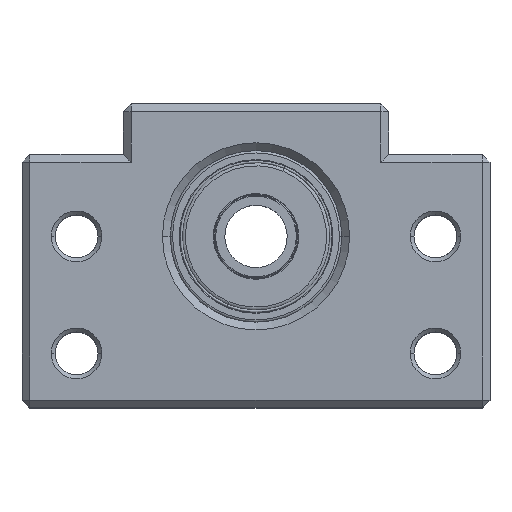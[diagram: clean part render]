
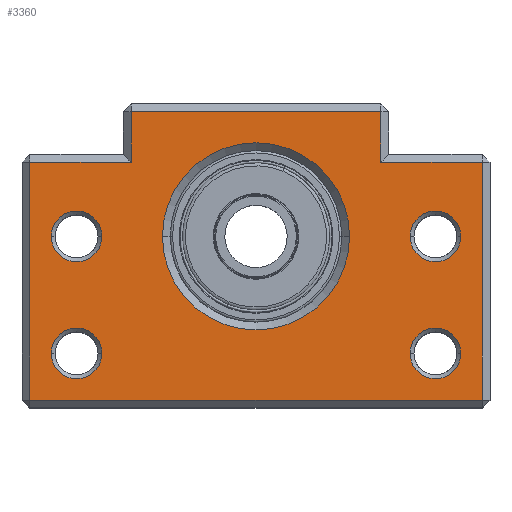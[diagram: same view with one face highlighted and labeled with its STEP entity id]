
A CAD part, top view. The second image highlights one B-rep face of the part: STEP entity #3360.
In plain terms, the highlighted planar face has unit normal (0, 0, 1).
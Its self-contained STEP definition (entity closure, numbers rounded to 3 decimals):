
#439=PLANE('',#6273);
#641=VECTOR('',#3796,1.);
#642=VECTOR('',#3797,1.);
#643=VECTOR('',#3798,1.);
#644=VECTOR('',#3799,1.);
#645=VECTOR('',#3800,1.);
#646=VECTOR('',#3801,1.);
#647=VECTOR('',#3802,1.);
#648=VECTOR('',#3803,1.);
#817=LINE('',#5407,#641);
#818=LINE('',#5410,#642);
#819=LINE('',#5412,#643);
#820=LINE('',#5414,#644);
#821=LINE('',#5416,#645);
#822=LINE('',#5418,#646);
#823=LINE('',#5420,#647);
#824=LINE('',#5422,#648);
#937=VERTEX_POINT('',#4673);
#938=VERTEX_POINT('',#4675);
#941=VERTEX_POINT('',#4682);
#942=VERTEX_POINT('',#4684);
#945=VERTEX_POINT('',#4691);
#946=VERTEX_POINT('',#4693);
#949=VERTEX_POINT('',#4700);
#950=VERTEX_POINT('',#4702);
#981=VERTEX_POINT('',#4772);
#982=VERTEX_POINT('',#4774);
#1027=VERTEX_POINT('',#5408);
#1028=VERTEX_POINT('',#5409);
#1029=VERTEX_POINT('',#5411);
#1030=VERTEX_POINT('',#5413);
#1031=VERTEX_POINT('',#5415);
#1032=VERTEX_POINT('',#5417);
#1033=VERTEX_POINT('',#5419);
#1034=VERTEX_POINT('',#5421);
#1204=CIRCLE('',#6212,3.25);
#1206=CIRCLE('',#6215,3.25);
#1208=CIRCLE('',#6218,3.25);
#1210=CIRCLE('',#6221,3.25);
#1226=CIRCLE('',#6245,12.);
#1237=CIRCLE('',#6274,3.25);
#1238=CIRCLE('',#6275,3.25);
#1239=CIRCLE('',#6276,3.25);
#1240=CIRCLE('',#6277,3.25);
#1241=CIRCLE('',#6278,12.);
#1459=EDGE_CURVE('',#938,#937,#1204,.T.);
#1463=EDGE_CURVE('',#942,#941,#1206,.T.);
#1467=EDGE_CURVE('',#946,#945,#1208,.T.);
#1471=EDGE_CURVE('',#950,#949,#1210,.T.);
#1503=EDGE_CURVE('',#982,#981,#1226,.T.);
#1577=EDGE_CURVE('',#949,#950,#1237,.T.);
#1578=EDGE_CURVE('',#945,#946,#1238,.T.);
#1579=EDGE_CURVE('',#941,#942,#1239,.T.);
#1580=EDGE_CURVE('',#937,#938,#1240,.T.);
#1581=EDGE_CURVE('',#981,#982,#1241,.T.);
#1582=EDGE_CURVE('',#1027,#1028,#817,.T.);
#1583=EDGE_CURVE('',#1028,#1029,#818,.T.);
#1584=EDGE_CURVE('',#1029,#1030,#819,.T.);
#1585=EDGE_CURVE('',#1030,#1031,#820,.T.);
#1586=EDGE_CURVE('',#1031,#1032,#821,.T.);
#1587=EDGE_CURVE('',#1032,#1033,#822,.T.);
#1588=EDGE_CURVE('',#1033,#1034,#823,.T.);
#1589=EDGE_CURVE('',#1034,#1027,#824,.T.);
#2071=ORIENTED_EDGE('',*,*,#1471,.T.);
#2072=ORIENTED_EDGE('',*,*,#1577,.T.);
#2073=ORIENTED_EDGE('',*,*,#1467,.T.);
#2074=ORIENTED_EDGE('',*,*,#1578,.T.);
#2075=ORIENTED_EDGE('',*,*,#1463,.T.);
#2076=ORIENTED_EDGE('',*,*,#1579,.T.);
#2077=ORIENTED_EDGE('',*,*,#1459,.T.);
#2078=ORIENTED_EDGE('',*,*,#1580,.T.);
#2079=ORIENTED_EDGE('',*,*,#1503,.T.);
#2080=ORIENTED_EDGE('',*,*,#1581,.T.);
#2081=ORIENTED_EDGE('',*,*,#1582,.T.);
#2082=ORIENTED_EDGE('',*,*,#1583,.T.);
#2083=ORIENTED_EDGE('',*,*,#1584,.T.);
#2084=ORIENTED_EDGE('',*,*,#1585,.T.);
#2085=ORIENTED_EDGE('',*,*,#1586,.T.);
#2086=ORIENTED_EDGE('',*,*,#1587,.T.);
#2087=ORIENTED_EDGE('',*,*,#1588,.T.);
#2088=ORIENTED_EDGE('',*,*,#1589,.T.);
#2872=EDGE_LOOP('',(#2071,#2072));
#2873=EDGE_LOOP('',(#2073,#2074));
#2874=EDGE_LOOP('',(#2075,#2076));
#2875=EDGE_LOOP('',(#2077,#2078));
#2876=EDGE_LOOP('',(#2079,#2080));
#2877=EDGE_LOOP('',(#2081,#2082,#2083,#2084,#2085,#2086,#2087,#2088));
#3116=FACE_BOUND('',#2872,.T.);
#3117=FACE_BOUND('',#2873,.T.);
#3118=FACE_BOUND('',#2874,.T.);
#3119=FACE_BOUND('',#2875,.T.);
#3120=FACE_BOUND('',#2876,.T.);
#3121=FACE_BOUND('',#2877,.T.);
#3360=ADVANCED_FACE('',(#3116,#3117,#3118,#3119,#3120,#3121),#439,.T.);
#3606=DIRECTION('',(0.,0.,-1.));
#3607=DIRECTION('',(3.25,0.,0.));
#3614=DIRECTION('',(0.,0.,-1.));
#3615=DIRECTION('',(3.25,0.,0.));
#3622=DIRECTION('',(0.,0.,-1.));
#3623=DIRECTION('',(3.25,0.,0.));
#3630=DIRECTION('',(0.,0.,-1.));
#3631=DIRECTION('',(3.25,0.,0.));
#3694=DIRECTION('',(0.,0.,-1.));
#3695=DIRECTION('',(12.,0.,0.));
#3785=DIRECTION('',(0.,0.,1.));
#3786=DIRECTION('',(0.,0.,-1.));
#3787=DIRECTION('',(3.25,0.,0.));
#3788=DIRECTION('',(0.,0.,-1.));
#3789=DIRECTION('',(3.25,0.,0.));
#3790=DIRECTION('',(0.,0.,-1.));
#3791=DIRECTION('',(3.25,0.,0.));
#3792=DIRECTION('',(0.,0.,-1.));
#3793=DIRECTION('',(3.25,0.,0.));
#3794=DIRECTION('',(0.,0.,-1.));
#3795=DIRECTION('',(12.,0.,0.));
#3796=DIRECTION('',(-1.,0.,0.));
#3797=DIRECTION('',(0.,-1.,0.));
#3798=DIRECTION('',(-1.,0.,0.));
#3799=DIRECTION('',(0.,-1.,0.));
#3800=DIRECTION('',(1.,0.,0.));
#3801=DIRECTION('',(0.,1.,0.));
#3802=DIRECTION('',(-1.,0.,0.));
#3803=DIRECTION('',(0.,1.,0.));
#4673=CARTESIAN_POINT('',(-26.25,22.,10.));
#4674=CARTESIAN_POINT('',(-23.,22.,10.));
#4675=CARTESIAN_POINT('',(-19.75,22.,10.));
#4682=CARTESIAN_POINT('',(-26.25,7.,10.));
#4683=CARTESIAN_POINT('',(-23.,7.,10.));
#4684=CARTESIAN_POINT('',(-19.75,7.,10.));
#4691=CARTESIAN_POINT('',(19.75,22.,10.));
#4692=CARTESIAN_POINT('',(23.,22.,10.));
#4693=CARTESIAN_POINT('',(26.25,22.,10.));
#4700=CARTESIAN_POINT('',(19.75,7.,10.));
#4701=CARTESIAN_POINT('',(23.,7.,10.));
#4702=CARTESIAN_POINT('',(26.25,7.,10.));
#4772=CARTESIAN_POINT('',(-12.,22.,10.));
#4773=CARTESIAN_POINT('',(0.,22.,10.));
#4774=CARTESIAN_POINT('',(12.,22.,10.));
#5401=CARTESIAN_POINT('',(-30.,0.,10.));
#5402=CARTESIAN_POINT('',(23.,7.,10.));
#5403=CARTESIAN_POINT('',(23.,22.,10.));
#5404=CARTESIAN_POINT('',(-23.,7.,10.));
#5405=CARTESIAN_POINT('',(-23.,22.,10.));
#5406=CARTESIAN_POINT('',(0.,22.,10.));
#5407=CARTESIAN_POINT('',(-17.,38.,10.));
#5408=CARTESIAN_POINT('',(16.,38.,10.));
#5409=CARTESIAN_POINT('',(-16.,38.,10.));
#5410=CARTESIAN_POINT('',(-16.,32.5,10.));
#5411=CARTESIAN_POINT('',(-16.,31.5,10.));
#5412=CARTESIAN_POINT('',(-30.,31.5,10.));
#5413=CARTESIAN_POINT('',(-29.,31.5,10.));
#5414=CARTESIAN_POINT('',(-29.,0.,10.));
#5415=CARTESIAN_POINT('',(-29.,1.,10.));
#5416=CARTESIAN_POINT('',(30.,1.,10.));
#5417=CARTESIAN_POINT('',(29.,1.,10.));
#5418=CARTESIAN_POINT('',(29.,32.5,10.));
#5419=CARTESIAN_POINT('',(29.,31.5,10.));
#5420=CARTESIAN_POINT('',(17.,31.5,10.));
#5421=CARTESIAN_POINT('',(16.,31.5,10.));
#5422=CARTESIAN_POINT('',(16.,39.,10.));
#6212=AXIS2_PLACEMENT_3D('',#4674,#3606,#3607);
#6215=AXIS2_PLACEMENT_3D('',#4683,#3614,#3615);
#6218=AXIS2_PLACEMENT_3D('',#4692,#3622,#3623);
#6221=AXIS2_PLACEMENT_3D('',#4701,#3630,#3631);
#6245=AXIS2_PLACEMENT_3D('',#4773,#3694,#3695);
#6273=AXIS2_PLACEMENT_3D('',#5401,#3785,$);
#6274=AXIS2_PLACEMENT_3D('',#5402,#3786,#3787);
#6275=AXIS2_PLACEMENT_3D('',#5403,#3788,#3789);
#6276=AXIS2_PLACEMENT_3D('',#5404,#3790,#3791);
#6277=AXIS2_PLACEMENT_3D('',#5405,#3792,#3793);
#6278=AXIS2_PLACEMENT_3D('',#5406,#3794,#3795);
